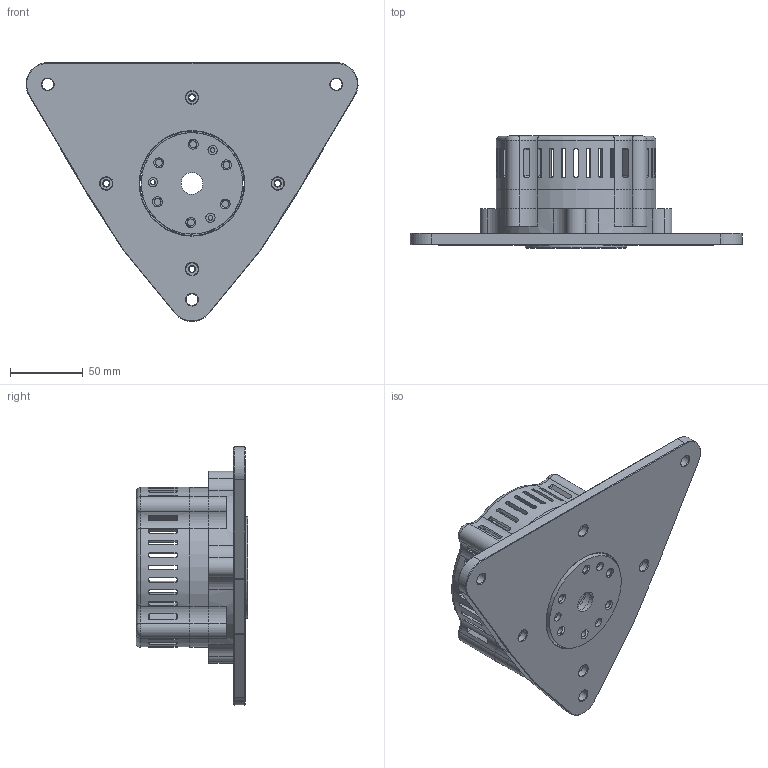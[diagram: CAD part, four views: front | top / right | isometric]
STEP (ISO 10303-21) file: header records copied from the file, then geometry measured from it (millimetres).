
FILE_DESCRIPTION(/* description */ (''),/* implementation_level */ '2;1');
FILE_NAME(/* name */ 'Gearbox Frame v20.step',/* time_stamp */ '2024-10-26T06:55:18+02:00',/* author */ (''),/* organization */ (''),/* preprocessor_version */ 'ST-DEVELOPER v20',/* originating_system */ 'Autodesk Translation Framework v13.20.0.188',/* authorisation */ '');
FILE_SCHEMA (('AUTOMOTIVE_DESIGN { 1 0 10303 214 3 1 1 }'));
Products named in the file (7): Gearbox Frame; Actuator; BLDC_Casing; Captive_Bearing_Casing; Planet_Carrier_Bottom_1; gear_1; Frame and Crank
Assembly tree (6 placements, depth 3):
  Gearbox Frame
    Actuator
      BLDC_Casing
      Captive_Bearing_Casing
      Planet_Carrier_Bottom_1
      gear_1
    Frame and Crank
Bounding box: 228.39 x 77 x 178.01 mm (x, y, z)
Volume: 392610.9 mm3; surface area: 157067.5 mm2
Topology: 5 solids, 5 shells, 856 faces, 2429 edges, 1594 vertices
Faces by surface type: cylinder 311, bspline 256, plane 226, cone 47, torus 16
Full cylindrical faces by diameter (mm): 2.8 x6, 3.25 x3, 4 x8, 4.25 x16, 4.8 x9, 5 x4, 6.35 x3, 8 x7, 8.5 x4, 15 x1, 16 x3, 22 x1, 27 x1, 69.788 x1, 71.788 x1, 85 x2, 95 x1, 102 x1
Entity records: 43263 total; most frequent: CARTESIAN_POINT 22028, ORIENTED_EDGE 4858, DIRECTION 3702, EDGE_CURVE 2429, VERTEX_POINT 1594, AXIS2_PLACEMENT_3D 1468, EDGE_LOOP 1045, FACE_OUTER_BOUND 856
